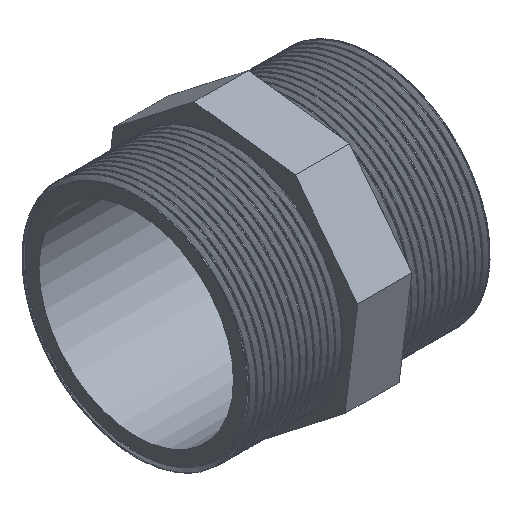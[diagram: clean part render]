
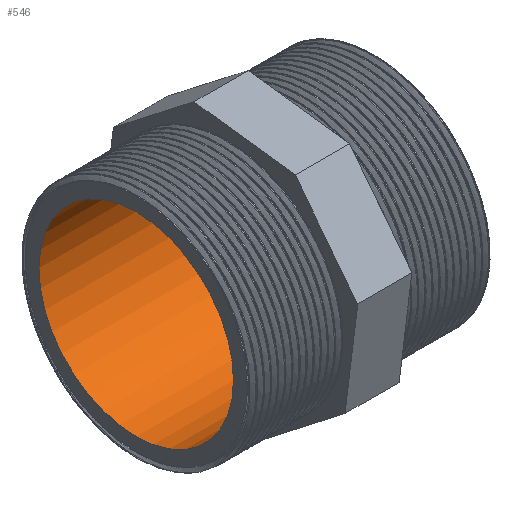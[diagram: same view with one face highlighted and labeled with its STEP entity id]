
A CAD part, isometric view. The second image highlights one B-rep face of the part: STEP entity #546.
In plain terms, the highlighted cylindrical face has radius 31.59 mm (diameter 63.18 mm), a full revolution.
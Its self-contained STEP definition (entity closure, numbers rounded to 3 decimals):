
#139=FACE_BOUND('',#202,.T.);
#160=FACE_OUTER_BOUND('',#201,.T.);
#201=EDGE_LOOP('',(#431));
#202=EDGE_LOOP('',(#432));
#233=CIRCLE('',#586,31.59);
#234=CIRCLE('',#590,31.59);
#263=VERTEX_POINT('',#768);
#264=VERTEX_POINT('',#773);
#325=EDGE_CURVE('',#263,#263,#233,.T.);
#326=EDGE_CURVE('',#264,#264,#234,.T.);
#431=ORIENTED_EDGE('',*,*,#325,.F.);
#432=ORIENTED_EDGE('',*,*,#326,.T.);
#527=CYLINDRICAL_SURFACE('',#591,31.59);
#546=ADVANCED_FACE('',(#160,#139),#527,.F.);
#586=AXIS2_PLACEMENT_3D('',#769,#664,#665);
#590=AXIS2_PLACEMENT_3D('',#774,#672,#673);
#591=AXIS2_PLACEMENT_3D('',#775,#674,#675);
#664=DIRECTION('center_axis',(-1.,0.,0.));
#665=DIRECTION('ref_axis',(0.,0.,1.));
#672=DIRECTION('center_axis',(-1.,0.,0.));
#673=DIRECTION('ref_axis',(0.,0.,1.));
#674=DIRECTION('center_axis',(-1.,0.,0.));
#675=DIRECTION('ref_axis',(0.,-1.,0.));
#768=CARTESIAN_POINT('',(39.,-31.59,0.));
#769=CARTESIAN_POINT('Origin',(39.,0.,0.));
#773=CARTESIAN_POINT('',(-39.,-31.59,0.));
#774=CARTESIAN_POINT('Origin',(-39.,0.,0.));
#775=CARTESIAN_POINT('Origin',(0.,0.,0.));
